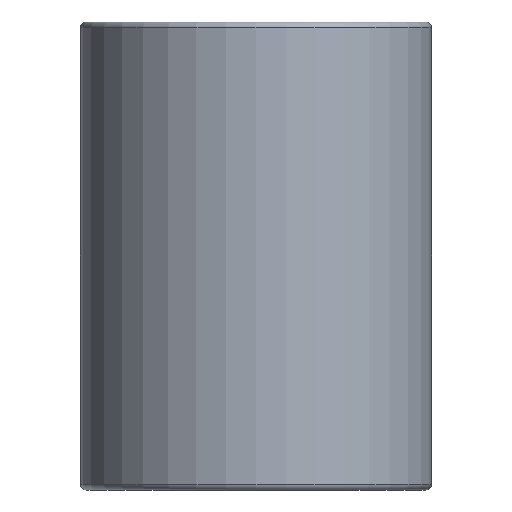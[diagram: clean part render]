
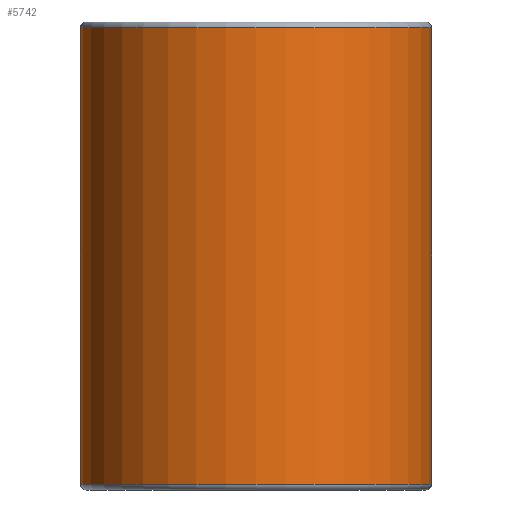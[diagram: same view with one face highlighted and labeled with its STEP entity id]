
A CAD part, front view. The second image highlights one B-rep face of the part: STEP entity #5742.
In plain terms, the highlighted cylindrical face has radius 6 mm (diameter 12 mm), a partial arc.
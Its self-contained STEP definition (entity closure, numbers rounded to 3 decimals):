
#41 = EDGE_LOOP ( 'NONE', ( #2469, #567, #5158, #5577 ) ) ;
#42 = CARTESIAN_POINT ( 'NONE',  ( 0., 0., 16. ) ) ;
#61 = AXIS2_PLACEMENT_3D ( 'NONE', #6783, #4328, #2078 ) ;
#567 = ORIENTED_EDGE ( 'NONE', *, *, #5613, .T. ) ;
#597 = CARTESIAN_POINT ( 'NONE',  ( -6., 0., 15.8 ) ) ;
#749 = DIRECTION ( 'NONE',  ( -1., 0., 0. ) ) ;
#802 = CYLINDRICAL_SURFACE ( 'NONE', #2070, 6. ) ;
#1218 = VERTEX_POINT ( 'NONE', #3879 ) ;
#1359 = CIRCLE ( 'NONE', #61, 6. ) ;
#1462 = LINE ( 'NONE', #9890, #9127 ) ;
#1464 = DIRECTION ( 'NONE',  ( 1., 0., 0. ) ) ;
#1509 = CARTESIAN_POINT ( 'NONE',  ( -6., 0., 0.2 ) ) ;
#1568 = VERTEX_POINT ( 'NONE', #597 ) ;
#2070 = AXIS2_PLACEMENT_3D ( 'NONE', #42, #9282, #749 ) ;
#2078 = DIRECTION ( 'NONE',  ( 1., 0., 0. ) ) ;
#2449 = CARTESIAN_POINT ( 'NONE',  ( 6., 0., 16. ) ) ;
#2469 = ORIENTED_EDGE ( 'NONE', *, *, #9855, .F. ) ;
#2848 = VERTEX_POINT ( 'NONE', #1509 ) ;
#3743 = VERTEX_POINT ( 'NONE', #5107 ) ;
#3759 = FACE_OUTER_BOUND ( 'NONE', #41, .T. ) ;
#3879 = CARTESIAN_POINT ( 'NONE',  ( 6., 0., 15.8 ) ) ;
#4328 = DIRECTION ( 'NONE',  ( 0., 0., 1. ) ) ;
#4908 = LINE ( 'NONE', #2449, #9946 ) ;
#4989 = EDGE_CURVE ( 'NONE', #2848, #3743, #1359, .T. ) ;
#5107 = CARTESIAN_POINT ( 'NONE',  ( 6., 0., 0.2 ) ) ;
#5158 = ORIENTED_EDGE ( 'NONE', *, *, #9031, .T. ) ;
#5577 = ORIENTED_EDGE ( 'NONE', *, *, #4989, .T. ) ;
#5613 = EDGE_CURVE ( 'NONE', #1218, #1568, #9414, .T. ) ;
#5742 = ADVANCED_FACE ( 'NONE', ( #3759 ), #802, .T. ) ;
#6783 = CARTESIAN_POINT ( 'NONE',  ( 0., 0., 0.2 ) ) ;
#6808 = AXIS2_PLACEMENT_3D ( 'NONE', #10100, #10050, #1464 ) ;
#7264 = DIRECTION ( 'NONE',  ( 0., 0., -1. ) ) ;
#9031 = EDGE_CURVE ( 'NONE', #1568, #2848, #1462, .T. ) ;
#9127 = VECTOR ( 'NONE', #9330, 1000. ) ;
#9282 = DIRECTION ( 'NONE',  ( 0., 0., -1. ) ) ;
#9330 = DIRECTION ( 'NONE',  ( 0., 0., -1. ) ) ;
#9414 = CIRCLE ( 'NONE', #6808, 6. ) ;
#9855 = EDGE_CURVE ( 'NONE', #1218, #3743, #4908, .T. ) ;
#9890 = CARTESIAN_POINT ( 'NONE',  ( -6., 0., 16. ) ) ;
#9946 = VECTOR ( 'NONE', #7264, 1000. ) ;
#10050 = DIRECTION ( 'NONE',  ( 0., 0., -1. ) ) ;
#10100 = CARTESIAN_POINT ( 'NONE',  ( 0., 0., 15.8 ) ) ;
